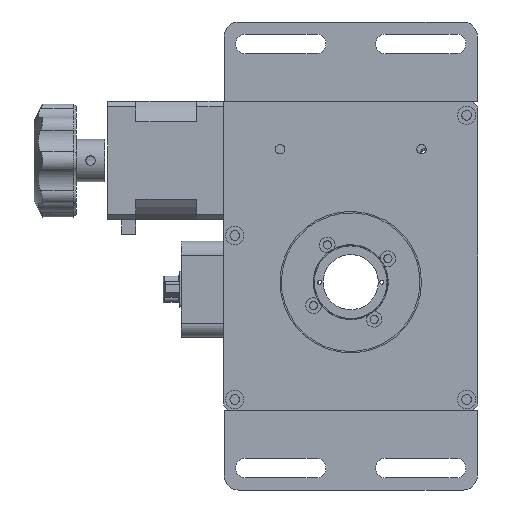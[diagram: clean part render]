
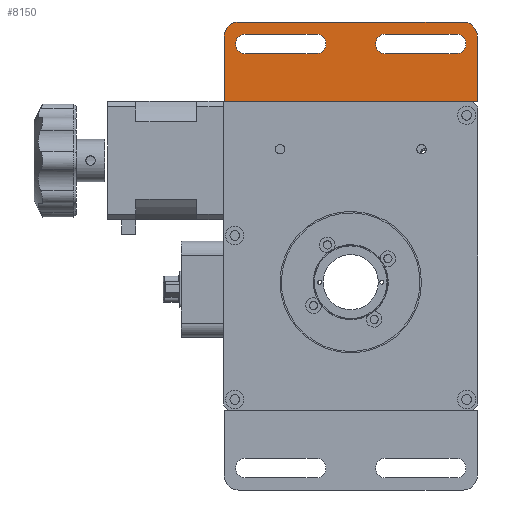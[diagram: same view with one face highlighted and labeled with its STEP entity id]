
A CAD part, front view. The second image highlights one B-rep face of the part: STEP entity #8150.
In plain terms, the highlighted planar face has unit normal (0, -1, 0).
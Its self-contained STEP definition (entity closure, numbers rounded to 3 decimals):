
#307 = CARTESIAN_POINT ( 'NONE',  ( -39.75, 0., 87. ) ) ;
#626 = DIRECTION ( 'NONE',  ( 1., 0., 0. ) ) ;
#916 = CARTESIAN_POINT ( 'NONE',  ( 44.75, 0., 87.75 ) ) ;
#919 = ORIENTED_EDGE ( 'NONE', *, *, #49937, .F. ) ;
#1377 = ORIENTED_EDGE ( 'NONE', *, *, #109546, .T. ) ;
#1443 = DIRECTION ( 'NONE',  ( -1., 0., 0. ) ) ;
#1466 = CARTESIAN_POINT ( 'NONE',  ( -39.75, 0., 92. ) ) ;
#3183 = VERTEX_POINT ( 'NONE', #100719 ) ;
#3640 = VECTOR ( 'NONE', #97677, 1000. ) ;
#3673 = ORIENTED_EDGE ( 'NONE', *, *, #27441, .T. ) ;
#5417 = CARTESIAN_POINT ( 'NONE',  ( -8.75, 0., 84.25 ) ) ;
#5462 = VERTEX_POINT ( 'NONE', #5417 ) ;
#5496 = VERTEX_POINT ( 'NONE', #99898 ) ;
#6343 = VERTEX_POINT ( 'NONE', #85373 ) ;
#6604 = CARTESIAN_POINT ( 'NONE',  ( 39.75, 0., 87. ) ) ;
#8150 = ADVANCED_FACE ( 'NONE', ( #45497, #87916, #48135 ), #36277, .F. ) ;
#8299 = VECTOR ( 'NONE', #1443, 1000. ) ;
#8486 = VECTOR ( 'NONE', #11681, 1000. ) ;
#8862 = DIRECTION ( 'NONE',  ( 1., 0., 0. ) ) ;
#10423 = CARTESIAN_POINT ( 'NONE',  ( -37.25, 0., 80.75 ) ) ;
#11320 = EDGE_CURVE ( 'NONE', #3183, #61412, #68624, .T. ) ;
#11681 = DIRECTION ( 'NONE',  ( -1., 0., 0. ) ) ;
#11897 = ORIENTED_EDGE ( 'NONE', *, *, #92265, .T. ) ;
#11958 = DIRECTION ( 'NONE',  ( 0., 1., 0. ) ) ;
#13184 = AXIS2_PLACEMENT_3D ( 'NONE', #95832, #45084, #104378 ) ;
#13199 = CARTESIAN_POINT ( 'NONE',  ( 44.75, 0., 92. ) ) ;
#15083 = VECTOR ( 'NONE', #71995, 1000. ) ;
#15127 = CIRCLE ( 'NONE', #19795, 3.5 ) ;
#15144 = DIRECTION ( 'NONE',  ( 1., 0., 0. ) ) ;
#17078 = EDGE_CURVE ( 'NONE', #5462, #100829, #100288, .T. ) ;
#17485 = LINE ( 'NONE', #68169, #77108 ) ;
#17963 = CARTESIAN_POINT ( 'NONE',  ( 37.25, 0., 84.25 ) ) ;
#19795 = AXIS2_PLACEMENT_3D ( 'NONE', #17963, #77201, #26494 ) ;
#20982 = CARTESIAN_POINT ( 'NONE',  ( -12.25, 0., 80.75 ) ) ;
#22508 = VERTEX_POINT ( 'NONE', #77973 ) ;
#23885 = ORIENTED_EDGE ( 'NONE', *, *, #71086, .F. ) ;
#24510 = EDGE_CURVE ( 'NONE', #57725, #3183, #17485, .T. ) ;
#25355 = AXIS2_PLACEMENT_3D ( 'NONE', #307, #59627, #8862 ) ;
#25418 = ORIENTED_EDGE ( 'NONE', *, *, #79821, .T. ) ;
#26494 = DIRECTION ( 'NONE',  ( 1., 0., 0. ) ) ;
#26532 = DIRECTION ( 'NONE',  ( -1., 0., 0. ) ) ;
#26727 = ORIENTED_EDGE ( 'NONE', *, *, #66040, .T. ) ;
#27441 = EDGE_CURVE ( 'NONE', #100829, #53746, #53555, .T. ) ;
#27503 = ORIENTED_EDGE ( 'NONE', *, *, #11320, .F. ) ;
#27573 = EDGE_CURVE ( 'NONE', #88080, #22508, #40236, .T. ) ;
#29227 = VERTEX_POINT ( 'NONE', #109561 ) ;
#30810 = LINE ( 'NONE', #103007, #8299 ) ;
#30896 = VECTOR ( 'NONE', #26532, 1000. ) ;
#31824 = AXIS2_PLACEMENT_3D ( 'NONE', #102196, #51390, #626 ) ;
#32218 = CARTESIAN_POINT ( 'NONE',  ( 44.75, 0., 64. ) ) ;
#35280 = LINE ( 'NONE', #52779, #77711 ) ;
#35813 = LINE ( 'NONE', #13199, #78265 ) ;
#36277 = PLANE ( 'NONE',  #89135 ) ;
#37163 = CARTESIAN_POINT ( 'NONE',  ( 44.75, 0., 80.75 ) ) ;
#37574 = ORIENTED_EDGE ( 'NONE', *, *, #60496, .F. ) ;
#40236 = LINE ( 'NONE', #97213, #15083 ) ;
#40731 = AXIS2_PLACEMENT_3D ( 'NONE', #94834, #44066, #103379 ) ;
#44066 = DIRECTION ( 'NONE',  ( 0., 1., 0. ) ) ;
#45084 = DIRECTION ( 'NONE',  ( 0., 1., 0. ) ) ;
#45202 = CARTESIAN_POINT ( 'NONE',  ( 44.75, 0., 92. ) ) ;
#45217 = DIRECTION ( 'NONE',  ( 0., -1., 0. ) ) ;
#45497 = FACE_OUTER_BOUND ( 'NONE', #88995, .T. ) ;
#48135 = FACE_BOUND ( 'NONE', #53941, .T. ) ;
#49937 = EDGE_CURVE ( 'NONE', #67055, #88080, #35813, .T. ) ;
#51377 = LINE ( 'NONE', #89147, #3640 ) ;
#51390 = DIRECTION ( 'NONE',  ( 0., -1., 0. ) ) ;
#51984 = ORIENTED_EDGE ( 'NONE', *, *, #17078, .T. ) ;
#52644 = EDGE_LOOP ( 'NONE', ( #3673, #26727, #25418, #55984, #51984 ) ) ;
#52779 = CARTESIAN_POINT ( 'NONE',  ( 44.75, 0., 87.75 ) ) ;
#53555 = LINE ( 'NONE', #37163, #8486 ) ;
#53741 = DIRECTION ( 'NONE',  ( 1., 0., 0. ) ) ;
#53746 = VERTEX_POINT ( 'NONE', #10423 ) ;
#53941 = EDGE_LOOP ( 'NONE', ( #27503, #99199, #37574, #56744, #23885 ) ) ;
#54819 = CIRCLE ( 'NONE', #94746, 5. ) ;
#55984 = ORIENTED_EDGE ( 'NONE', *, *, #109417, .T. ) ;
#56149 = VERTEX_POINT ( 'NONE', #105159 ) ;
#56744 = ORIENTED_EDGE ( 'NONE', *, *, #68650, .F. ) ;
#57725 = VERTEX_POINT ( 'NONE', #58960 ) ;
#58766 = LINE ( 'NONE', #916, #30896 ) ;
#58960 = CARTESIAN_POINT ( 'NONE',  ( 12.25, 0., 80.75 ) ) ;
#59627 = DIRECTION ( 'NONE',  ( 0., -1., 0. ) ) ;
#60496 = EDGE_CURVE ( 'NONE', #6343, #57725, #99550, .T. ) ;
#61300 = DIRECTION ( 'NONE',  ( 1., 0., 0. ) ) ;
#61412 = VERTEX_POINT ( 'NONE', #77932 ) ;
#62678 = CARTESIAN_POINT ( 'NONE',  ( -12.25, 0., 84.25 ) ) ;
#64420 = AXIS2_PLACEMENT_3D ( 'NONE', #95975, #45217, #104514 ) ;
#65892 = DIRECTION ( 'NONE',  ( 0., -1., 0. ) ) ;
#66040 = EDGE_CURVE ( 'NONE', #53746, #109585, #72624, .T. ) ;
#67055 = VERTEX_POINT ( 'NONE', #73421 ) ;
#68169 = CARTESIAN_POINT ( 'NONE',  ( 44.75, 0., 80.75 ) ) ;
#68624 = CIRCLE ( 'NONE', #31824, 3.5 ) ;
#68650 = EDGE_CURVE ( 'NONE', #29227, #6343, #58766, .T. ) ;
#71086 = EDGE_CURVE ( 'NONE', #61412, #29227, #15127, .T. ) ;
#71186 = DIRECTION ( 'NONE',  ( 1., 0., 0. ) ) ;
#71331 = DIRECTION ( 'NONE',  ( 0., 0., -1. ) ) ;
#71995 = DIRECTION ( 'NONE',  ( -1., 0., 0. ) ) ;
#72624 = CIRCLE ( 'NONE', #40731, 3.5 ) ;
#73421 = CARTESIAN_POINT ( 'NONE',  ( 44.75, 0., 87. ) ) ;
#74417 = CARTESIAN_POINT ( 'NONE',  ( -44.75, 0., 87. ) ) ;
#76273 = AXIS2_PLACEMENT_3D ( 'NONE', #62678, #11958, #71186 ) ;
#77108 = VECTOR ( 'NONE', #102262, 1000. ) ;
#77201 = DIRECTION ( 'NONE',  ( 0., -1., 0. ) ) ;
#77711 = VECTOR ( 'NONE', #61300, 1000. ) ;
#77932 = CARTESIAN_POINT ( 'NONE',  ( 40.75, 0., 84.25 ) ) ;
#77973 = CARTESIAN_POINT ( 'NONE',  ( -44.75, 0., 64. ) ) ;
#78265 = VECTOR ( 'NONE', #71331, 1000. ) ;
#79821 = EDGE_CURVE ( 'NONE', #109585, #56149, #35280, .T. ) ;
#79853 = ORIENTED_EDGE ( 'NONE', *, *, #100443, .T. ) ;
#82153 = CIRCLE ( 'NONE', #25355, 5. ) ;
#82818 = ORIENTED_EDGE ( 'NONE', *, *, #101594, .T. ) ;
#84547 = CIRCLE ( 'NONE', #13184, 3.5 ) ;
#85373 = CARTESIAN_POINT ( 'NONE',  ( 12.25, 0., 87.75 ) ) ;
#87916 = FACE_BOUND ( 'NONE', #52644, .T. ) ;
#88080 = VERTEX_POINT ( 'NONE', #32218 ) ;
#88995 = EDGE_LOOP ( 'NONE', ( #82818, #11897, #1377, #102917, #919, #79853 ) ) ;
#89135 = AXIS2_PLACEMENT_3D ( 'NONE', #45202, #104501, #53741 ) ;
#89147 = CARTESIAN_POINT ( 'NONE',  ( -44.75, 0., 92. ) ) ;
#92265 = EDGE_CURVE ( 'NONE', #93721, #109260, #82153, .T. ) ;
#93721 = VERTEX_POINT ( 'NONE', #1466 ) ;
#94746 = AXIS2_PLACEMENT_3D ( 'NONE', #6604, #65892, #15144 ) ;
#94834 = CARTESIAN_POINT ( 'NONE',  ( -37.25, 0., 84.25 ) ) ;
#95832 = CARTESIAN_POINT ( 'NONE',  ( -12.25, 0., 84.25 ) ) ;
#95975 = CARTESIAN_POINT ( 'NONE',  ( 12.25, 0., 84.25 ) ) ;
#97213 = CARTESIAN_POINT ( 'NONE',  ( 44.75, 0., 64. ) ) ;
#97677 = DIRECTION ( 'NONE',  ( 0., 0., -1. ) ) ;
#98770 = CARTESIAN_POINT ( 'NONE',  ( -37.25, 0., 87.75 ) ) ;
#99199 = ORIENTED_EDGE ( 'NONE', *, *, #24510, .F. ) ;
#99550 = CIRCLE ( 'NONE', #64420, 3.5 ) ;
#99898 = CARTESIAN_POINT ( 'NONE',  ( 39.75, 0., 92. ) ) ;
#100288 = CIRCLE ( 'NONE', #76273, 3.5 ) ;
#100443 = EDGE_CURVE ( 'NONE', #67055, #5496, #54819, .T. ) ;
#100719 = CARTESIAN_POINT ( 'NONE',  ( 37.25, 0., 80.75 ) ) ;
#100829 = VERTEX_POINT ( 'NONE', #20982 ) ;
#101594 = EDGE_CURVE ( 'NONE', #5496, #93721, #30810, .T. ) ;
#102196 = CARTESIAN_POINT ( 'NONE',  ( 37.25, 0., 84.25 ) ) ;
#102262 = DIRECTION ( 'NONE',  ( 1., 0., 0. ) ) ;
#102917 = ORIENTED_EDGE ( 'NONE', *, *, #27573, .F. ) ;
#103007 = CARTESIAN_POINT ( 'NONE',  ( 44.75, 0., 92. ) ) ;
#103379 = DIRECTION ( 'NONE',  ( 1., 0., 0. ) ) ;
#104378 = DIRECTION ( 'NONE',  ( 1., 0., 0. ) ) ;
#104501 = DIRECTION ( 'NONE',  ( 0., 1., 0. ) ) ;
#104514 = DIRECTION ( 'NONE',  ( 1., 0., 0. ) ) ;
#105159 = CARTESIAN_POINT ( 'NONE',  ( -12.25, 0., 87.75 ) ) ;
#109260 = VERTEX_POINT ( 'NONE', #74417 ) ;
#109417 = EDGE_CURVE ( 'NONE', #56149, #5462, #84547, .T. ) ;
#109546 = EDGE_CURVE ( 'NONE', #109260, #22508, #51377, .T. ) ;
#109561 = CARTESIAN_POINT ( 'NONE',  ( 37.25, 0., 87.75 ) ) ;
#109585 = VERTEX_POINT ( 'NONE', #98770 ) ;
